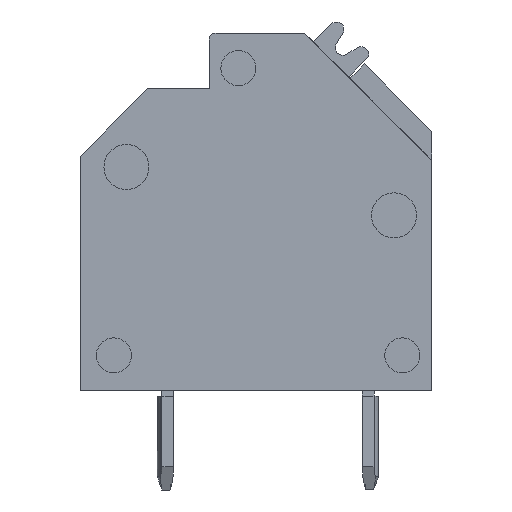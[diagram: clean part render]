
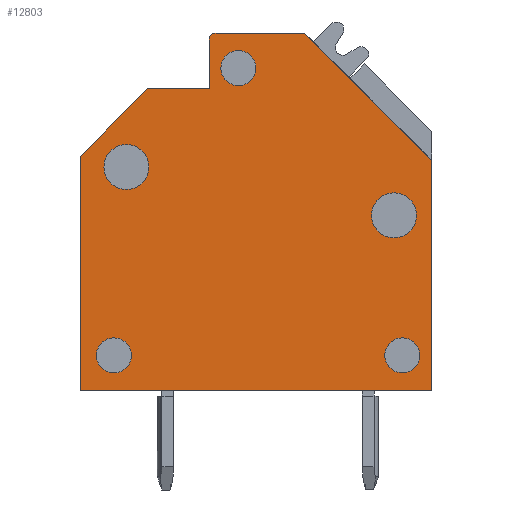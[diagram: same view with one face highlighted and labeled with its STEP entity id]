
A CAD part, left-side view. The second image highlights one B-rep face of the part: STEP entity #12803.
In plain terms, the highlighted planar face has unit normal (-1, 0, 0).
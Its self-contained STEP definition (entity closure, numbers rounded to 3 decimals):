
#751=CIRCLE('',#13949,0.6);
#752=CIRCLE('',#13950,0.77);
#753=CIRCLE('',#13951,0.6);
#754=CIRCLE('',#13952,0.6);
#755=CIRCLE('',#13953,0.77);
#756=CIRCLE('',#13954,0.2);
#3822=ORIENTED_EDGE('',*,*,#6016,.F.);
#3823=ORIENTED_EDGE('',*,*,#6017,.F.);
#3824=ORIENTED_EDGE('',*,*,#6018,.F.);
#3825=ORIENTED_EDGE('',*,*,#6019,.F.);
#3826=ORIENTED_EDGE('',*,*,#6020,.F.);
#3827=ORIENTED_EDGE('',*,*,#5998,.F.);
#3828=ORIENTED_EDGE('',*,*,#5984,.F.);
#3829=ORIENTED_EDGE('',*,*,#6012,.F.);
#3830=ORIENTED_EDGE('',*,*,#6021,.T.);
#3831=ORIENTED_EDGE('',*,*,#6009,.F.);
#3832=ORIENTED_EDGE('',*,*,#5995,.F.);
#3833=ORIENTED_EDGE('',*,*,#6008,.F.);
#3834=ORIENTED_EDGE('',*,*,#6006,.F.);
#3835=ORIENTED_EDGE('',*,*,#6003,.F.);
#5984=EDGE_CURVE('',#7328,#7329,#8639,.T.);
#5995=EDGE_CURVE('',#7337,#7338,#8647,.T.);
#5998=EDGE_CURVE('',#7329,#7340,#8650,.T.);
#6003=EDGE_CURVE('',#7340,#7343,#8655,.T.);
#6006=EDGE_CURVE('',#7343,#7344,#8658,.T.);
#6008=EDGE_CURVE('',#7344,#7337,#8660,.T.);
#6009=EDGE_CURVE('',#7338,#7345,#8661,.T.);
#6012=EDGE_CURVE('',#7346,#7328,#8664,.T.);
#6016=EDGE_CURVE('',#7348,#7348,#751,.T.);
#6017=EDGE_CURVE('',#7349,#7349,#752,.T.);
#6018=EDGE_CURVE('',#7350,#7350,#753,.T.);
#6019=EDGE_CURVE('',#7351,#7351,#754,.T.);
#6020=EDGE_CURVE('',#7352,#7352,#755,.T.);
#6021=EDGE_CURVE('',#7346,#7345,#756,.F.);
#7328=VERTEX_POINT('',#21084);
#7329=VERTEX_POINT('',#21086);
#7337=VERTEX_POINT('',#21105);
#7338=VERTEX_POINT('',#21107);
#7340=VERTEX_POINT('',#21113);
#7343=VERTEX_POINT('',#21122);
#7344=VERTEX_POINT('',#21127);
#7345=VERTEX_POINT('',#21133);
#7346=VERTEX_POINT('',#21137);
#7348=VERTEX_POINT('',#21147);
#7349=VERTEX_POINT('',#21149);
#7350=VERTEX_POINT('',#21151);
#7351=VERTEX_POINT('',#21153);
#7352=VERTEX_POINT('',#21155);
#8639=LINE('',#21085,#9994);
#8647=LINE('',#21106,#10002);
#8650=LINE('',#21112,#10005);
#8655=LINE('',#21121,#10010);
#8658=LINE('',#21126,#10013);
#8660=LINE('',#21130,#10015);
#8661=LINE('',#21132,#10016);
#8664=LINE('',#21138,#10019);
#9994=VECTOR('',#17131,1000.);
#10002=VECTOR('',#17147,1000.);
#10005=VECTOR('',#17152,1000.);
#10010=VECTOR('',#17159,1000.);
#10013=VECTOR('',#17164,1000.);
#10015=VECTOR('',#17168,1000.);
#10016=VECTOR('',#17171,1000.);
#10019=VECTOR('',#17176,1000.);
#10833=EDGE_LOOP('',(#3822));
#10834=EDGE_LOOP('',(#3823));
#10835=EDGE_LOOP('',(#3824));
#10836=EDGE_LOOP('',(#3825));
#10837=EDGE_LOOP('',(#3826));
#10838=EDGE_LOOP('',(#3827,#3828,#3829,#3830,#3831,#3832,#3833,#3834,#3835));
#11638=FACE_BOUND('',#10833,.T.);
#11639=FACE_BOUND('',#10834,.T.);
#11640=FACE_BOUND('',#10835,.T.);
#11641=FACE_BOUND('',#10836,.T.);
#11642=FACE_BOUND('',#10837,.T.);
#11643=FACE_BOUND('',#10838,.T.);
#12165=PLANE('',#13948);
#12803=ADVANCED_FACE('',(#11638,#11639,#11640,#11641,#11642,#11643),#12165,
 .F.);
#13948=AXIS2_PLACEMENT_3D('',#21145,#17184,#17185);
#13949=AXIS2_PLACEMENT_3D('',#21146,#17186,#17187);
#13950=AXIS2_PLACEMENT_3D('',#21148,#17188,#17189);
#13951=AXIS2_PLACEMENT_3D('',#21150,#17190,#17191);
#13952=AXIS2_PLACEMENT_3D('',#21152,#17192,#17193);
#13953=AXIS2_PLACEMENT_3D('',#21154,#17194,#17195);
#13954=AXIS2_PLACEMENT_3D('',#21156,#17196,#17197);
#17131=DIRECTION('',(0.,-0.707,-0.707));
#17147=DIRECTION('',(0.,-1.,0.));
#17152=DIRECTION('',(0.,0.,-1.));
#17159=DIRECTION('',(0.,1.,0.));
#17164=DIRECTION('',(0.,0.,1.));
#17168=DIRECTION('',(0.,-0.707,0.707));
#17171=DIRECTION('',(0.,0.,1.));
#17176=DIRECTION('',(0.,-1.,0.));
#17184=DIRECTION('',(1.,0.,0.));
#17185=DIRECTION('',(0.,0.,-1.));
#17186=DIRECTION('',(-1.,0.,0.));
#17187=DIRECTION('',(0.,1.,0.));
#17188=DIRECTION('',(-1.,0.,0.));
#17189=DIRECTION('',(0.,1.,0.));
#17190=DIRECTION('',(-1.,0.,0.));
#17191=DIRECTION('',(0.,1.,0.));
#17192=DIRECTION('',(-1.,0.,0.));
#17193=DIRECTION('',(0.,1.,0.));
#17194=DIRECTION('',(-1.,0.,0.));
#17195=DIRECTION('',(0.,1.,0.));
#17196=DIRECTION('',(1.,0.,0.));
#17197=DIRECTION('',(0.,0.,-1.));
#21084=CARTESIAN_POINT('',(-2.005,-1.66,8.2));
#21085=CARTESIAN_POINT('',(-2.005,-1.66,8.2));
#21086=CARTESIAN_POINT('',(-2.005,-6.,3.86));
#21105=CARTESIAN_POINT('',(-2.005,3.7,6.3));
#21106=CARTESIAN_POINT('',(-2.005,1.6,6.3));
#21107=CARTESIAN_POINT('',(-2.005,1.6,6.3));
#21112=CARTESIAN_POINT('',(-2.005,-6.,4.85));
#21113=CARTESIAN_POINT('',(-2.005,-6.,-4.));
#21121=CARTESIAN_POINT('',(-2.005,-6.,-4.));
#21122=CARTESIAN_POINT('',(-2.005,6.,-4.));
#21126=CARTESIAN_POINT('',(-2.005,6.,-4.));
#21127=CARTESIAN_POINT('',(-2.005,6.,4.));
#21130=CARTESIAN_POINT('',(-2.005,3.7,6.3));
#21132=CARTESIAN_POINT('',(-2.005,1.6,8.2));
#21133=CARTESIAN_POINT('',(-2.005,1.6,8.));
#21137=CARTESIAN_POINT('',(-2.005,1.4,8.2));
#21138=CARTESIAN_POINT('',(-2.005,1.6,8.2));
#21145=CARTESIAN_POINT('',(-2.005,0.,0.));
#21146=CARTESIAN_POINT('',(-2.005,0.6,7.006));
#21147=CARTESIAN_POINT('',(-2.005,1.2,7.006));
#21148=CARTESIAN_POINT('',(-2.005,-4.714,1.977));
#21149=CARTESIAN_POINT('',(-2.005,-3.944,1.977));
#21150=CARTESIAN_POINT('',(-2.005,-4.998,-2.804));
#21151=CARTESIAN_POINT('',(-2.005,-4.398,-2.804));
#21152=CARTESIAN_POINT('',(-2.005,4.853,-2.804));
#21153=CARTESIAN_POINT('',(-2.005,5.453,-2.804));
#21154=CARTESIAN_POINT('',(-2.005,4.424,3.628));
#21155=CARTESIAN_POINT('',(-2.005,5.194,3.628));
#21156=CARTESIAN_POINT('',(-2.005,1.4,8.));
